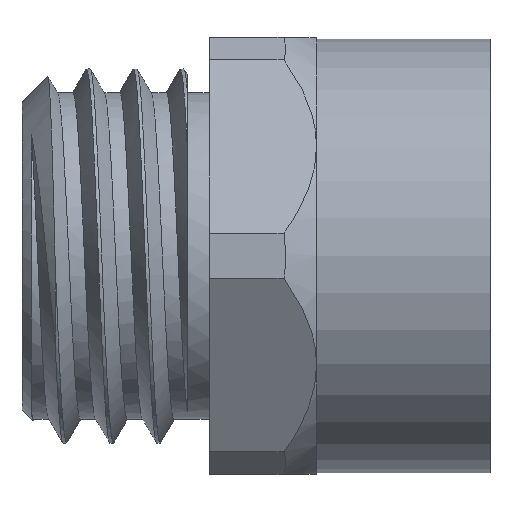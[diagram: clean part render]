
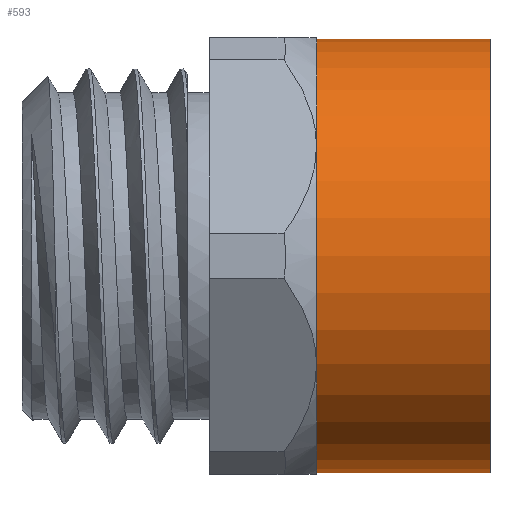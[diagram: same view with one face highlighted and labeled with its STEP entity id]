
A CAD part, top view. The second image highlights one B-rep face of the part: STEP entity #593.
In plain terms, the highlighted cylindrical face has radius 6.95 mm (diameter 13.9 mm), a full revolution.
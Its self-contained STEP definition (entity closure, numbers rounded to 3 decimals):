
#90=CYLINDRICAL_SURFACE('',#658,6.95);
#121=FACE_BOUND('',#225,.T.);
#175=FACE_OUTER_BOUND('',#224,.T.);
#224=EDGE_LOOP('',(#545));
#225=EDGE_LOOP('',(#546));
#244=CIRCLE('',#648,6.95);
#245=CIRCLE('',#650,6.95);
#299=VERTEX_POINT('',#2872);
#300=VERTEX_POINT('',#2875);
#380=EDGE_CURVE('',#299,#299,#244,.T.);
#381=EDGE_CURVE('',#300,#300,#245,.T.);
#545=ORIENTED_EDGE('',*,*,#380,.T.);
#546=ORIENTED_EDGE('',*,*,#381,.F.);
#593=ADVANCED_FACE('',(#175,#121),#90,.T.);
#648=AXIS2_PLACEMENT_3D('',#2873,#777,#778);
#650=AXIS2_PLACEMENT_3D('',#2876,#781,#782);
#658=AXIS2_PLACEMENT_3D('',#2887,#797,#798);
#777=DIRECTION('center_axis',(1.,0.,0.));
#778=DIRECTION('ref_axis',(0.,0.,-1.));
#781=DIRECTION('center_axis',(1.,0.,0.));
#782=DIRECTION('ref_axis',(0.,0.,-1.));
#797=DIRECTION('center_axis',(1.,0.,0.));
#798=DIRECTION('ref_axis',(0.,1.,0.));
#2872=CARTESIAN_POINT('',(-5.56,6.95,0.));
#2873=CARTESIAN_POINT('Origin',(-5.56,0.,0.));
#2875=CARTESIAN_POINT('',(0.,6.95,0.));
#2876=CARTESIAN_POINT('Origin',(0.,0.,0.));
#2887=CARTESIAN_POINT('Origin',(-2.78,0.,0.));
